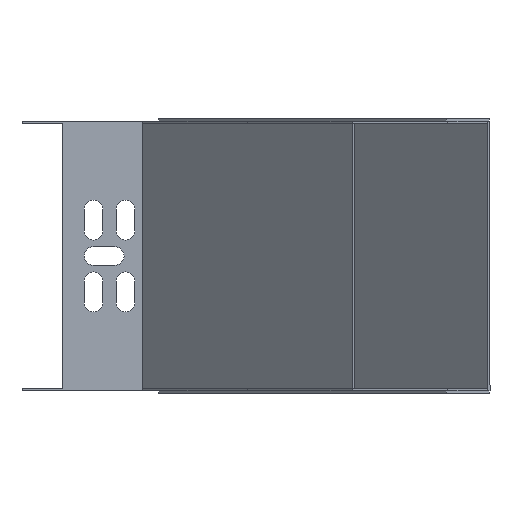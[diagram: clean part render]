
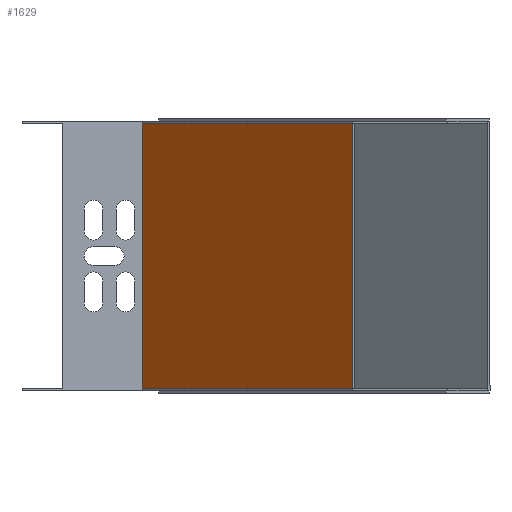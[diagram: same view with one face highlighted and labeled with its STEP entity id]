
A CAD part, front view. The second image highlights one B-rep face of the part: STEP entity #1629.
In plain terms, the highlighted planar face has unit normal (-0.707, -0.707, 0).
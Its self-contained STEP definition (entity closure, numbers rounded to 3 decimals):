
#49 = VECTOR ( 'NONE', #3039, 1000. ) ;
#56 = ORIENTED_EDGE ( 'NONE', *, *, #5165, .T. ) ;
#187 = DIRECTION ( 'NONE',  ( -0.707, -0.707, 0. ) ) ;
#468 = CARTESIAN_POINT ( 'NONE',  ( 27.979, -79.156, 170.829 ) ) ;
#569 = LINE ( 'NONE', #4598, #1815 ) ;
#592 = ORIENTED_EDGE ( 'NONE', *, *, #5401, .T. ) ;
#595 = DIRECTION ( 'NONE',  ( -0.707, 0.707, 0. ) ) ;
#629 = LINE ( 'NONE', #3433, #2916 ) ;
#893 = DIRECTION ( 'NONE',  ( -0.707, 0.707, 0. ) ) ;
#1089 = LINE ( 'NONE', #2488, #4504 ) ;
#1511 = CARTESIAN_POINT ( 'NONE',  ( 27.979, -79.156, 170.829 ) ) ;
#1629 = ADVANCED_FACE ( 'NONE', ( #5385 ), #5433, .T. ) ;
#1697 = DIRECTION ( 'NONE',  ( 0.707, -0.707, 0. ) ) ;
#1815 = VECTOR ( 'NONE', #595, 1000. ) ;
#1838 = ORIENTED_EDGE ( 'NONE', *, *, #4742, .T. ) ;
#2249 = CARTESIAN_POINT ( 'NONE',  ( -11.442, -39.734, 170.829 ) ) ;
#2280 = CARTESIAN_POINT ( 'NONE',  ( 27.976, -79.153, 170.829 ) ) ;
#2488 = CARTESIAN_POINT ( 'NONE',  ( 27.979, -79.156, 70.829 ) ) ;
#2567 = VERTEX_POINT ( 'NONE', #4939 ) ;
#2583 = CARTESIAN_POINT ( 'NONE',  ( 27.976, -79.153, 70.829 ) ) ;
#2756 = AXIS2_PLACEMENT_3D ( 'NONE', #1511, #187, #3274 ) ;
#2916 = VECTOR ( 'NONE', #1697, 1000. ) ;
#2927 = DIRECTION ( 'NONE',  ( -0.707, 0.707, 0. ) ) ;
#3003 = ORIENTED_EDGE ( 'NONE', *, *, #5285, .T. ) ;
#3039 = DIRECTION ( 'NONE',  ( 0., 0., -1. ) ) ;
#3053 = CARTESIAN_POINT ( 'NONE',  ( 27.976, -79.153, 170.829 ) ) ;
#3274 = DIRECTION ( 'NONE',  ( 0.707, -0.707, 0. ) ) ;
#3279 = ORIENTED_EDGE ( 'NONE', *, *, #4964, .F. ) ;
#3306 = VERTEX_POINT ( 'NONE', #5338 ) ;
#3370 = VERTEX_POINT ( 'NONE', #2583 ) ;
#3433 = CARTESIAN_POINT ( 'NONE',  ( 27.979, -79.156, 70.829 ) ) ;
#3555 = CARTESIAN_POINT ( 'NONE',  ( -11.442, -39.734, 70.829 ) ) ;
#3604 = EDGE_LOOP ( 'NONE', ( #3279, #5564, #56, #3003, #1838, #592 ) ) ;
#3714 = VERTEX_POINT ( 'NONE', #2280 ) ;
#3980 = CARTESIAN_POINT ( 'NONE',  ( -50.86, -0.316, 170.829 ) ) ;
#4224 = VECTOR ( 'NONE', #5300, 1000. ) ;
#4504 = VECTOR ( 'NONE', #2927, 1000. ) ;
#4598 = CARTESIAN_POINT ( 'NONE',  ( -50.86, -0.316, 170.829 ) ) ;
#4738 = VERTEX_POINT ( 'NONE', #2249 ) ;
#4742 = EDGE_CURVE ( 'NONE', #2567, #3306, #5383, .T. ) ;
#4847 = VECTOR ( 'NONE', #893, 1000. ) ;
#4939 = CARTESIAN_POINT ( 'NONE',  ( -50.86, -0.316, 170.829 ) ) ;
#4964 = EDGE_CURVE ( 'NONE', #3370, #5141, #1089, .T. ) ;
#5066 = EDGE_CURVE ( 'NONE', #3714, #3370, #5558, .T. ) ;
#5141 = VERTEX_POINT ( 'NONE', #3555 ) ;
#5165 = EDGE_CURVE ( 'NONE', #3714, #4738, #5611, .T. ) ;
#5285 = EDGE_CURVE ( 'NONE', #4738, #2567, #569, .T. ) ;
#5300 = DIRECTION ( 'NONE',  ( 0., 0., -1. ) ) ;
#5338 = CARTESIAN_POINT ( 'NONE',  ( -50.86, -0.316, 70.829 ) ) ;
#5383 = LINE ( 'NONE', #3980, #4224 ) ;
#5385 = FACE_OUTER_BOUND ( 'NONE', #3604, .T. ) ;
#5401 = EDGE_CURVE ( 'NONE', #3306, #5141, #629, .T. ) ;
#5433 = PLANE ( 'NONE',  #2756 ) ;
#5558 = LINE ( 'NONE', #3053, #49 ) ;
#5564 = ORIENTED_EDGE ( 'NONE', *, *, #5066, .F. ) ;
#5611 = LINE ( 'NONE', #468, #4847 ) ;
